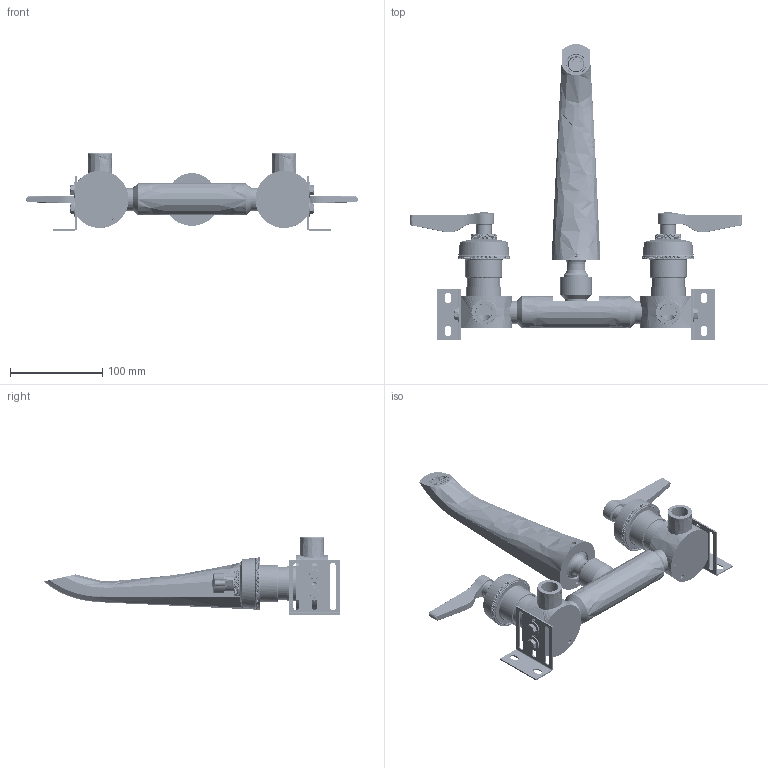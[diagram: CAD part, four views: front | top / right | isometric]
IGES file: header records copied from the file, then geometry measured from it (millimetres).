
Global section: file name: T10KA17-2LA; native system: Autodesk Inventor 2024; preprocessor: unknown; author: pbiran; date: 20241101.115643; units: millimetre
Bounding box: 360.5 x 321.07 x 84 mm (x, y, z)
Volume: 658271.9 mm3; surface area: 282828 mm2
Topology: 55 solids, 56 shells, 15707 faces, 35876 edges, 20554 vertices
Faces by surface type: bspline 15704, offset 3
